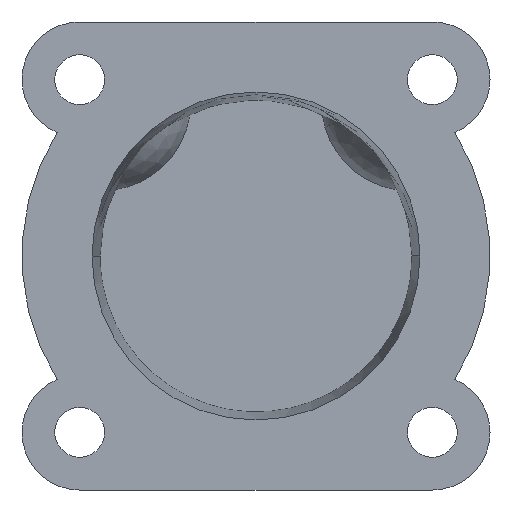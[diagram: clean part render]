
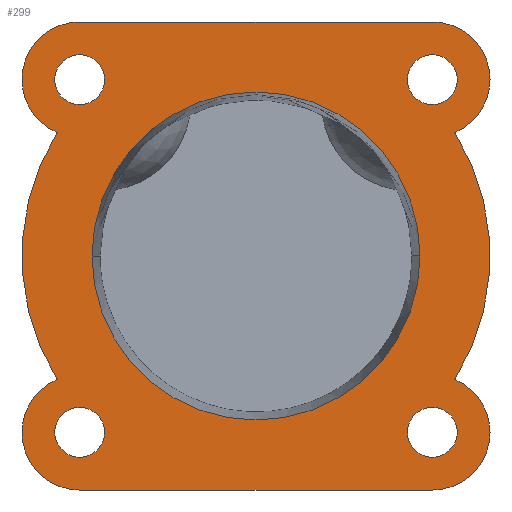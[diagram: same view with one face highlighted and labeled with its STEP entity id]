
A CAD part, left-side view. The second image highlights one B-rep face of the part: STEP entity #299.
In plain terms, the highlighted planar face has unit normal (-1, 0, 0).
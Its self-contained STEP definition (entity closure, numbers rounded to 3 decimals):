
#62=AXIS2_PLACEMENT_3D('Circle Axis2P3D',#60,#61,$) ;
#79=AXIS2_PLACEMENT_3D('Circle Axis2P3D',#77,#78,$) ;
#119=AXIS2_PLACEMENT_3D('Circle Axis2P3D',#117,#118,$) ;
#132=AXIS2_PLACEMENT_3D('Plane Axis2P3D',#129,#130,#131) ;
#136=AXIS2_PLACEMENT_3D('Circle Axis2P3D',#134,#135,$) ;
#152=AXIS2_PLACEMENT_3D('Circle Axis2P3D',#150,#151,$) ;
#159=AXIS2_PLACEMENT_3D('Circle Axis2P3D',#157,#158,$) ;
#166=AXIS2_PLACEMENT_3D('Circle Axis2P3D',#164,#165,$) ;
#173=AXIS2_PLACEMENT_3D('Circle Axis2P3D',#171,#172,$) ;
#180=AXIS2_PLACEMENT_3D('Circle Axis2P3D',#178,#179,$) ;
#194=AXIS2_PLACEMENT_3D('Circle Axis2P3D',#192,#193,$) ;
#201=AXIS2_PLACEMENT_3D('Circle Axis2P3D',#199,#200,$) ;
#208=AXIS2_PLACEMENT_3D('Circle Axis2P3D',#206,#207,$) ;
#215=AXIS2_PLACEMENT_3D('Circle Axis2P3D',#213,#214,$) ;
#234=AXIS2_PLACEMENT_3D('Circle Axis2P3D',#232,#233,$) ;
#243=AXIS2_PLACEMENT_3D('Circle Axis2P3D',#241,#242,$) ;
#252=AXIS2_PLACEMENT_3D('Circle Axis2P3D',#250,#251,$) ;
#261=AXIS2_PLACEMENT_3D('Circle Axis2P3D',#259,#260,$) ;
#270=AXIS2_PLACEMENT_3D('Circle Axis2P3D',#268,#269,$) ;
#279=AXIS2_PLACEMENT_3D('Circle Axis2P3D',#277,#278,$) ;
#288=AXIS2_PLACEMENT_3D('Circle Axis2P3D',#286,#287,$) ;
#43=CARTESIAN_POINT('Vertex',(0.,-8.569,-10.333)) ;
#57=CARTESIAN_POINT('Vertex',(0.,-9.816,-8.052)) ;
#60=CARTESIAN_POINT('Axis2P3D Location',(0.,-9.192,-9.192)) ;
#77=CARTESIAN_POINT('Axis2P3D Location',(0.,-9.192,-9.192)) ;
#100=CARTESIAN_POINT('Vertex',(0.,-10.333,8.569)) ;
#114=CARTESIAN_POINT('Vertex',(0.,-8.052,9.816)) ;
#117=CARTESIAN_POINT('Axis2P3D Location',(0.,-9.192,9.192)) ;
#129=CARTESIAN_POINT('Axis2P3D Location',(0.,0.,0.)) ;
#134=CARTESIAN_POINT('Axis2P3D Location',(0.,-9.2,9.2)) ;
#138=CARTESIAN_POINT('Vertex',(0.,-12.2,9.2)) ;
#140=CARTESIAN_POINT('Vertex',(0.,-9.2,12.2)) ;
#143=CARTESIAN_POINT('Line Origine',(0.,0.,12.2)) ;
#147=CARTESIAN_POINT('Vertex',(0.,9.2,12.2)) ;
#150=CARTESIAN_POINT('Axis2P3D Location',(0.,9.2,9.2)) ;
#154=CARTESIAN_POINT('Vertex',(0.,12.2,9.2)) ;
#157=CARTESIAN_POINT('Axis2P3D Location',(0.,9.2,9.2)) ;
#161=CARTESIAN_POINT('Vertex',(0.,10.365,6.435)) ;
#164=CARTESIAN_POINT('Axis2P3D Location',(0.,0.,0.)) ;
#168=CARTESIAN_POINT('Vertex',(0.,10.365,-6.435)) ;
#171=CARTESIAN_POINT('Axis2P3D Location',(0.,9.2,-9.2)) ;
#175=CARTESIAN_POINT('Vertex',(0.,12.2,-9.2)) ;
#178=CARTESIAN_POINT('Axis2P3D Location',(0.,9.2,-9.2)) ;
#182=CARTESIAN_POINT('Vertex',(0.,9.2,-12.2)) ;
#185=CARTESIAN_POINT('Line Origine',(0.,0.,-12.2)) ;
#189=CARTESIAN_POINT('Vertex',(0.,-9.2,-12.2)) ;
#192=CARTESIAN_POINT('Axis2P3D Location',(0.,-9.2,-9.2)) ;
#196=CARTESIAN_POINT('Vertex',(0.,-12.2,-9.2)) ;
#199=CARTESIAN_POINT('Axis2P3D Location',(0.,-9.2,-9.2)) ;
#203=CARTESIAN_POINT('Vertex',(0.,-10.365,-6.435)) ;
#206=CARTESIAN_POINT('Axis2P3D Location',(0.,0.,0.)) ;
#210=CARTESIAN_POINT('Vertex',(0.,-10.365,6.435)) ;
#213=CARTESIAN_POINT('Axis2P3D Location',(0.,-9.2,9.2)) ;
#232=CARTESIAN_POINT('Axis2P3D Location',(0.,9.192,9.192)) ;
#236=CARTESIAN_POINT('Vertex',(0.,8.569,10.333)) ;
#238=CARTESIAN_POINT('Vertex',(0.,9.816,8.052)) ;
#241=CARTESIAN_POINT('Axis2P3D Location',(0.,9.192,9.192)) ;
#250=CARTESIAN_POINT('Axis2P3D Location',(0.,-9.192,9.192)) ;
#259=CARTESIAN_POINT('Axis2P3D Location',(0.,9.192,-9.192)) ;
#263=CARTESIAN_POINT('Vertex',(0.,10.333,-8.569)) ;
#265=CARTESIAN_POINT('Vertex',(0.,8.052,-9.816)) ;
#268=CARTESIAN_POINT('Axis2P3D Location',(0.,9.192,-9.192)) ;
#277=CARTESIAN_POINT('Axis2P3D Location',(0.,0.,0.)) ;
#281=CARTESIAN_POINT('Vertex',(0.,-8.55,0.)) ;
#283=CARTESIAN_POINT('Vertex',(0.,8.55,0.)) ;
#286=CARTESIAN_POINT('Axis2P3D Location',(0.,0.,0.)) ;
#61=DIRECTION('Axis2P3D Direction',(1.,0.,0.)) ;
#78=DIRECTION('Axis2P3D Direction',(1.,0.,0.)) ;
#118=DIRECTION('Axis2P3D Direction',(1.,0.,0.)) ;
#130=DIRECTION('Axis2P3D Direction',(1.,0.,0.)) ;
#131=DIRECTION('Axis2P3D XDirection',(0.,1.,0.)) ;
#135=DIRECTION('Axis2P3D Direction',(1.,0.,0.)) ;
#144=DIRECTION('Vector Direction',(0.,1.,0.)) ;
#151=DIRECTION('Axis2P3D Direction',(1.,0.,0.)) ;
#158=DIRECTION('Axis2P3D Direction',(1.,0.,0.)) ;
#165=DIRECTION('Axis2P3D Direction',(1.,0.,0.)) ;
#172=DIRECTION('Axis2P3D Direction',(1.,0.,0.)) ;
#179=DIRECTION('Axis2P3D Direction',(1.,0.,0.)) ;
#186=DIRECTION('Vector Direction',(0.,1.,0.)) ;
#193=DIRECTION('Axis2P3D Direction',(1.,0.,0.)) ;
#200=DIRECTION('Axis2P3D Direction',(1.,0.,0.)) ;
#207=DIRECTION('Axis2P3D Direction',(1.,0.,0.)) ;
#214=DIRECTION('Axis2P3D Direction',(1.,0.,0.)) ;
#233=DIRECTION('Axis2P3D Direction',(1.,0.,0.)) ;
#242=DIRECTION('Axis2P3D Direction',(1.,0.,0.)) ;
#251=DIRECTION('Axis2P3D Direction',(1.,0.,0.)) ;
#260=DIRECTION('Axis2P3D Direction',(1.,0.,0.)) ;
#269=DIRECTION('Axis2P3D Direction',(1.,0.,0.)) ;
#278=DIRECTION('Axis2P3D Direction',(1.,0.,0.)) ;
#287=DIRECTION('Axis2P3D Direction',(1.,0.,0.)) ;
#145=VECTOR('Line Direction',#144,1.) ;
#187=VECTOR('Line Direction',#186,1.) ;
#219=ORIENTED_EDGE('',*,*,#142,.T.) ;
#220=ORIENTED_EDGE('',*,*,#149,.T.) ;
#221=ORIENTED_EDGE('',*,*,#156,.T.) ;
#222=ORIENTED_EDGE('',*,*,#163,.T.) ;
#223=ORIENTED_EDGE('',*,*,#170,.T.) ;
#224=ORIENTED_EDGE('',*,*,#177,.T.) ;
#225=ORIENTED_EDGE('',*,*,#184,.T.) ;
#226=ORIENTED_EDGE('',*,*,#191,.T.) ;
#227=ORIENTED_EDGE('',*,*,#198,.T.) ;
#228=ORIENTED_EDGE('',*,*,#205,.T.) ;
#229=ORIENTED_EDGE('',*,*,#212,.T.) ;
#230=ORIENTED_EDGE('',*,*,#217,.T.) ;
#247=ORIENTED_EDGE('',*,*,#240,.T.) ;
#248=ORIENTED_EDGE('',*,*,#245,.T.) ;
#256=ORIENTED_EDGE('',*,*,#121,.T.) ;
#257=ORIENTED_EDGE('',*,*,#254,.T.) ;
#274=ORIENTED_EDGE('',*,*,#267,.T.) ;
#275=ORIENTED_EDGE('',*,*,#272,.T.) ;
#292=ORIENTED_EDGE('',*,*,#285,.T.) ;
#293=ORIENTED_EDGE('',*,*,#290,.T.) ;
#296=ORIENTED_EDGE('',*,*,#64,.T.) ;
#297=ORIENTED_EDGE('',*,*,#81,.T.) ;
#249=FACE_BOUND('',#246,.T.) ;
#258=FACE_BOUND('',#255,.T.) ;
#276=FACE_BOUND('',#273,.T.) ;
#294=FACE_BOUND('',#291,.T.) ;
#298=FACE_BOUND('',#295,.T.) ;
#299=ADVANCED_FACE('',(#231,#249,#258,#276,#294,#298),#133,.F.) ;
#63=CIRCLE('generated circle',#62,1.3) ;
#80=CIRCLE('generated circle',#79,1.3) ;
#120=CIRCLE('generated circle',#119,1.3) ;
#137=CIRCLE('generated circle',#136,3.) ;
#153=CIRCLE('generated circle',#152,3.) ;
#160=CIRCLE('generated circle',#159,3.) ;
#167=CIRCLE('generated circle',#166,12.2) ;
#174=CIRCLE('generated circle',#173,3.) ;
#181=CIRCLE('generated circle',#180,3.) ;
#195=CIRCLE('generated circle',#194,3.) ;
#202=CIRCLE('generated circle',#201,3.) ;
#209=CIRCLE('generated circle',#208,12.2) ;
#216=CIRCLE('generated circle',#215,3.) ;
#235=CIRCLE('generated circle',#234,1.3) ;
#244=CIRCLE('generated circle',#243,1.3) ;
#253=CIRCLE('generated circle',#252,1.3) ;
#262=CIRCLE('generated circle',#261,1.3) ;
#271=CIRCLE('generated circle',#270,1.3) ;
#280=CIRCLE('generated circle',#279,8.55) ;
#289=CIRCLE('generated circle',#288,8.55) ;
#64=EDGE_CURVE('',#44,#58,#63,.T.) ;
#81=EDGE_CURVE('',#58,#44,#80,.T.) ;
#121=EDGE_CURVE('',#101,#115,#120,.T.) ;
#142=EDGE_CURVE('',#139,#141,#137,.F.) ;
#149=EDGE_CURVE('',#141,#148,#146,.T.) ;
#156=EDGE_CURVE('',#148,#155,#153,.F.) ;
#163=EDGE_CURVE('',#155,#162,#160,.F.) ;
#170=EDGE_CURVE('',#162,#169,#167,.F.) ;
#177=EDGE_CURVE('',#169,#176,#174,.F.) ;
#184=EDGE_CURVE('',#176,#183,#181,.F.) ;
#191=EDGE_CURVE('',#183,#190,#188,.F.) ;
#198=EDGE_CURVE('',#190,#197,#195,.F.) ;
#205=EDGE_CURVE('',#197,#204,#202,.F.) ;
#212=EDGE_CURVE('',#204,#211,#209,.F.) ;
#217=EDGE_CURVE('',#211,#139,#216,.F.) ;
#240=EDGE_CURVE('',#237,#239,#235,.T.) ;
#245=EDGE_CURVE('',#239,#237,#244,.T.) ;
#254=EDGE_CURVE('',#115,#101,#253,.T.) ;
#267=EDGE_CURVE('',#264,#266,#262,.T.) ;
#272=EDGE_CURVE('',#266,#264,#271,.T.) ;
#285=EDGE_CURVE('',#282,#284,#280,.T.) ;
#290=EDGE_CURVE('',#284,#282,#289,.T.) ;
#218=EDGE_LOOP('',(#219,#220,#221,#222,#223,#224,#225,#226,#227,#228,#229,#230)) ;
#246=EDGE_LOOP('',(#247,#248)) ;
#255=EDGE_LOOP('',(#256,#257)) ;
#273=EDGE_LOOP('',(#274,#275)) ;
#291=EDGE_LOOP('',(#292,#293)) ;
#295=EDGE_LOOP('',(#296,#297)) ;
#231=FACE_OUTER_BOUND('',#218,.T.) ;
#146=LINE('Line',#143,#145) ;
#188=LINE('Line',#185,#187) ;
#133=PLANE('Plane',#132) ;
#44=VERTEX_POINT('',#43) ;
#58=VERTEX_POINT('',#57) ;
#101=VERTEX_POINT('',#100) ;
#115=VERTEX_POINT('',#114) ;
#139=VERTEX_POINT('',#138) ;
#141=VERTEX_POINT('',#140) ;
#148=VERTEX_POINT('',#147) ;
#155=VERTEX_POINT('',#154) ;
#162=VERTEX_POINT('',#161) ;
#169=VERTEX_POINT('',#168) ;
#176=VERTEX_POINT('',#175) ;
#183=VERTEX_POINT('',#182) ;
#190=VERTEX_POINT('',#189) ;
#197=VERTEX_POINT('',#196) ;
#204=VERTEX_POINT('',#203) ;
#211=VERTEX_POINT('',#210) ;
#237=VERTEX_POINT('',#236) ;
#239=VERTEX_POINT('',#238) ;
#264=VERTEX_POINT('',#263) ;
#266=VERTEX_POINT('',#265) ;
#282=VERTEX_POINT('',#281) ;
#284=VERTEX_POINT('',#283) ;
